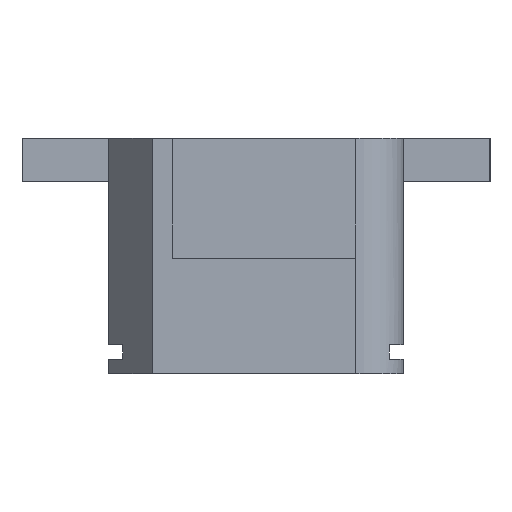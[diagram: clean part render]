
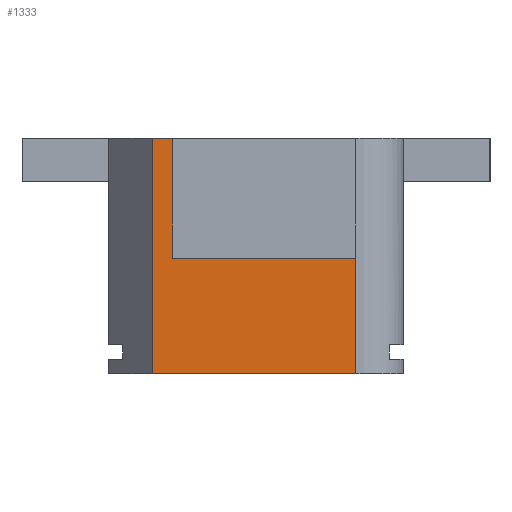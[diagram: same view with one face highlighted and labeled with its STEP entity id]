
A CAD part, left-side view. The second image highlights one B-rep face of the part: STEP entity #1333.
In plain terms, the highlighted planar face has unit normal (-1, 0, 0).
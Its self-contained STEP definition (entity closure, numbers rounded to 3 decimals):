
#91=LINE('',#2090,#235);
#106=LINE('',#2126,#250);
#107=LINE('',#2129,#251);
#108=LINE('',#2131,#252);
#109=LINE('',#2133,#253);
#110=LINE('',#2134,#254);
#235=VECTOR('',#1686,10.);
#250=VECTOR('',#1719,10.);
#251=VECTOR('',#1722,10.);
#252=VECTOR('',#1723,10.);
#253=VECTOR('',#1724,10.);
#254=VECTOR('',#1725,10.);
#376=FACE_OUTER_BOUND('',#460,.T.);
#460=EDGE_LOOP('',(#1060,#1061,#1062,#1063,#1064,#1065));
#615=VERTEX_POINT('',#2087);
#616=VERTEX_POINT('',#2089);
#628=VERTEX_POINT('',#2124);
#629=VERTEX_POINT('',#2128);
#630=VERTEX_POINT('',#2130);
#631=VERTEX_POINT('',#2132);
#765=EDGE_CURVE('',#615,#616,#91,.T.);
#784=EDGE_CURVE('',#628,#615,#106,.T.);
#785=EDGE_CURVE('',#616,#629,#107,.T.);
#786=EDGE_CURVE('',#628,#630,#108,.T.);
#787=EDGE_CURVE('',#630,#631,#109,.T.);
#788=EDGE_CURVE('',#631,#629,#110,.T.);
#1060=ORIENTED_EDGE('',*,*,#785,.F.);
#1061=ORIENTED_EDGE('',*,*,#765,.F.);
#1062=ORIENTED_EDGE('',*,*,#784,.F.);
#1063=ORIENTED_EDGE('',*,*,#786,.T.);
#1064=ORIENTED_EDGE('',*,*,#787,.T.);
#1065=ORIENTED_EDGE('',*,*,#788,.T.);
#1273=PLANE('',#1447);
#1333=ADVANCED_FACE('',(#376),#1273,.T.);
#1447=AXIS2_PLACEMENT_3D('',#2127,#1720,#1721);
#1686=DIRECTION('',(0.,0.,1.));
#1719=DIRECTION('',(0.,1.,0.));
#1720=DIRECTION('center_axis',(-1.,0.,0.));
#1721=DIRECTION('ref_axis',(0.,-1.,0.));
#1722=DIRECTION('',(0.,-1.,0.));
#1723=DIRECTION('',(0.,0.,1.));
#1724=DIRECTION('',(0.,1.,0.));
#1725=DIRECTION('',(0.,0.,1.));
#2087=CARTESIAN_POINT('',(-67.85,-74.189,0.));
#2089=CARTESIAN_POINT('',(-67.85,-74.189,16.312));
#2090=CARTESIAN_POINT('',(-67.85,-74.189,3.));
#2124=CARTESIAN_POINT('',(-67.85,-88.298,0.));
#2126=CARTESIAN_POINT('',(-67.85,-88.298,0.));
#2127=CARTESIAN_POINT('Origin',(-67.85,-74.189,3.));
#2128=CARTESIAN_POINT('',(-67.85,-75.588,16.312));
#2129=CARTESIAN_POINT('',(-67.85,-77.781,16.312));
#2130=CARTESIAN_POINT('',(-67.85,-88.298,8.));
#2131=CARTESIAN_POINT('',(-67.85,-88.298,3.));
#2132=CARTESIAN_POINT('',(-67.85,-75.588,8.));
#2133=CARTESIAN_POINT('',(-67.85,-74.889,8.));
#2134=CARTESIAN_POINT('',(-67.85,-75.588,13.812));
